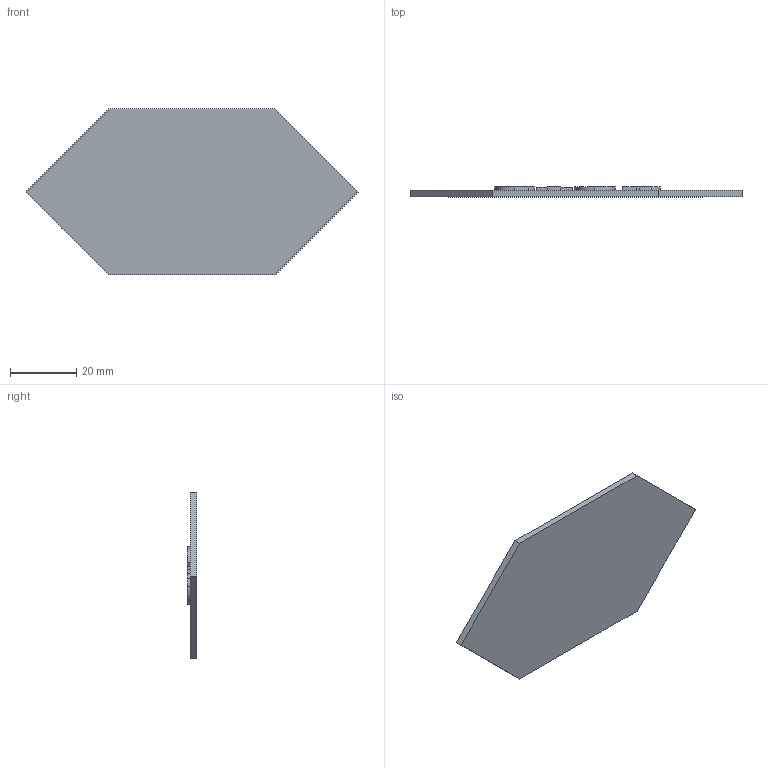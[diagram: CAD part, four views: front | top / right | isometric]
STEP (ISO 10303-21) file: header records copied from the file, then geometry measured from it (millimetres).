
FILE_DESCRIPTION(/* description */ (''),/* implementation_level */ '2;1');
FILE_NAME(/* name */ 'StopSign.step',/* time_stamp */ '2020-06-06T13:08:58+10:00',/* author */ (''),/* organization */ (''),/* preprocessor_version */ 'ST-DEVELOPER v18.1',/* originating_system */ 'Autodesk Translation Framework v9.3.0.1241',/* authorisation */ '');
FILE_SCHEMA (('AUTOMOTIVE_DESIGN { 1 0 10303 214 3 1 1 }'));
Length unit declared in the file: millimetre
Products named in the file (1): Visual Servoing
Bounding box: 100 x 3 x 50 mm (x, y, z)
Volume: 7533.7 mm3; surface area: 8704.1 mm2
Topology: 1 solids, 1 shells, 93 faces, 249 edges, 166 vertices
Faces by surface type: bspline 47, plane 46
Entity records: 3346 total; most frequent: CARTESIAN_POINT 1308, ORIENTED_EDGE 498, EDGE_CURVE 249, DIRECTION 249, VERTEX_POINT 166, LINE 155, VECTOR 155, EDGE_LOOP 101
